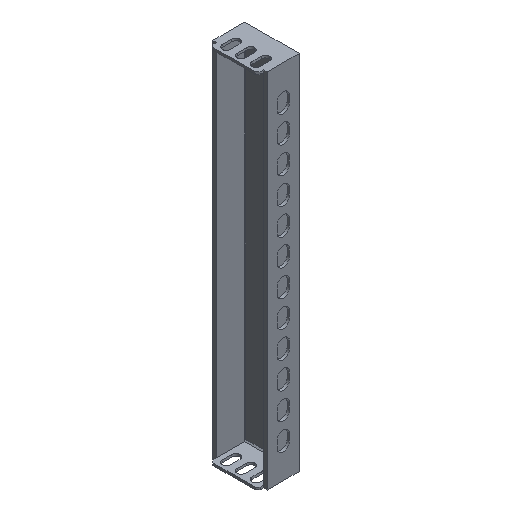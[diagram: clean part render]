
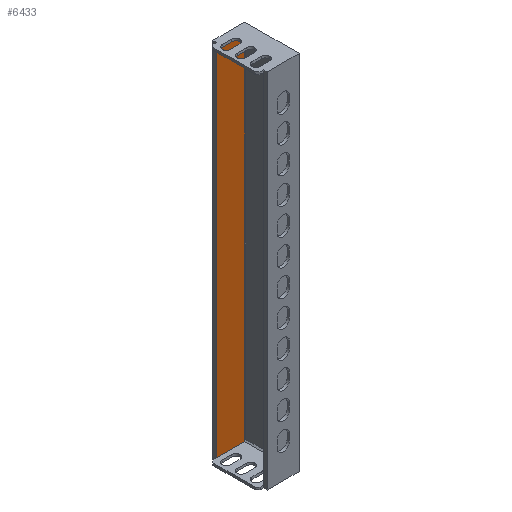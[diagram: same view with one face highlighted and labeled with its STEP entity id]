
A CAD part, isometric view. The second image highlights one B-rep face of the part: STEP entity #6433.
In plain terms, the highlighted planar face has unit normal (0, -1, 0).
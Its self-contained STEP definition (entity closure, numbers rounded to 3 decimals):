
#779 = VERTEX_POINT ( 'NONE', #3664 ) ;
#868 = EDGE_LOOP ( 'NONE', ( #1762, #5162, #7205, #3861 ) ) ;
#902 = VECTOR ( 'NONE', #5307, 1000. ) ;
#1055 = LINE ( 'NONE', #5860, #1874 ) ;
#1094 = LINE ( 'NONE', #7005, #902 ) ;
#1106 = CARTESIAN_POINT ( 'NONE',  ( -27., 20., 151. ) ) ;
#1320 = DIRECTION ( 'NONE',  ( 0., 0., 1. ) ) ;
#1556 = DIRECTION ( 'NONE',  ( 0., 1., 0. ) ) ;
#1673 = VECTOR ( 'NONE', #7041, 1000. ) ;
#1762 = ORIENTED_EDGE ( 'NONE', *, *, #4503, .T. ) ;
#1874 = VECTOR ( 'NONE', #1320, 1000. ) ;
#1965 = CARTESIAN_POINT ( 'NONE',  ( -3., 20., -151. ) ) ;
#2564 = VERTEX_POINT ( 'NONE', #7208 ) ;
#2774 = EDGE_CURVE ( 'NONE', #2564, #5822, #6432, .T. ) ;
#2970 = PLANE ( 'NONE',  #6229 ) ;
#2984 = CARTESIAN_POINT ( 'NONE',  ( -27., 20., -175.021 ) ) ;
#3651 = LINE ( 'NONE', #1965, #5576 ) ;
#3664 = CARTESIAN_POINT ( 'NONE',  ( -3., 20., 151. ) ) ;
#3861 = ORIENTED_EDGE ( 'NONE', *, *, #6705, .T. ) ;
#4468 = CARTESIAN_POINT ( 'NONE',  ( -3., 20., -151. ) ) ;
#4503 = EDGE_CURVE ( 'NONE', #779, #5822, #1094, .T. ) ;
#4852 = DIRECTION ( 'NONE',  ( 1., 0., 0. ) ) ;
#5162 = ORIENTED_EDGE ( 'NONE', *, *, #2774, .F. ) ;
#5307 = DIRECTION ( 'NONE',  ( -1., 0., 0. ) ) ;
#5527 = CARTESIAN_POINT ( 'NONE',  ( -3., 20., -175.021 ) ) ;
#5576 = VECTOR ( 'NONE', #4852, 1000. ) ;
#5590 = EDGE_CURVE ( 'NONE', #2564, #7023, #3651, .T. ) ;
#5822 = VERTEX_POINT ( 'NONE', #1106 ) ;
#5860 = CARTESIAN_POINT ( 'NONE',  ( -3., 20., -175.021 ) ) ;
#6097 = FACE_OUTER_BOUND ( 'NONE', #868, .T. ) ;
#6229 = AXIS2_PLACEMENT_3D ( 'NONE', #5527, #1556, #6726 ) ;
#6432 = LINE ( 'NONE', #2984, #1673 ) ;
#6433 = ADVANCED_FACE ( 'NONE', ( #6097 ), #2970, .F. ) ;
#6705 = EDGE_CURVE ( 'NONE', #7023, #779, #1055, .T. ) ;
#6726 = DIRECTION ( 'NONE',  ( 0., 0., 1. ) ) ;
#7005 = CARTESIAN_POINT ( 'NONE',  ( -32., 20., 151. ) ) ;
#7023 = VERTEX_POINT ( 'NONE', #4468 ) ;
#7041 = DIRECTION ( 'NONE',  ( 0., 0., 1. ) ) ;
#7205 = ORIENTED_EDGE ( 'NONE', *, *, #5590, .T. ) ;
#7208 = CARTESIAN_POINT ( 'NONE',  ( -27., 20., -151. ) ) ;
